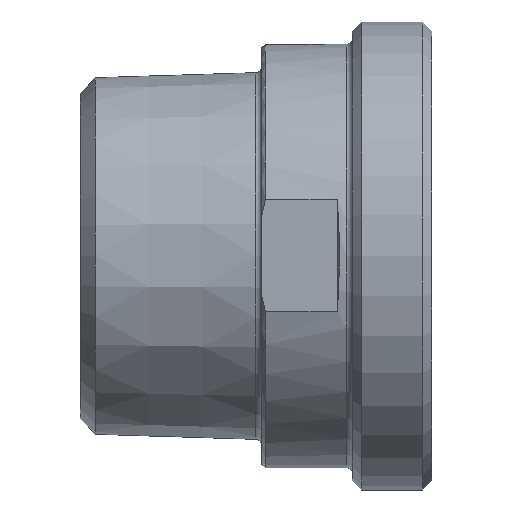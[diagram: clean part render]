
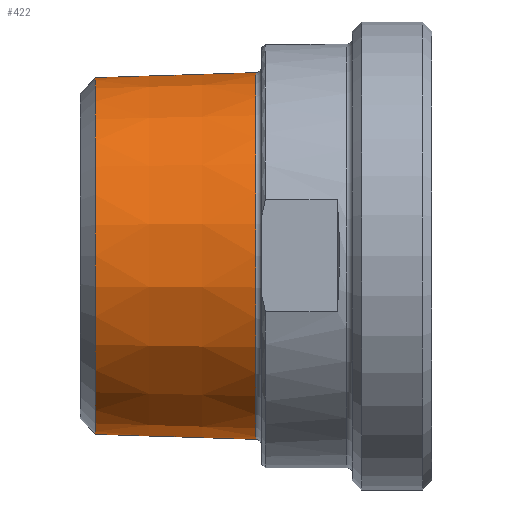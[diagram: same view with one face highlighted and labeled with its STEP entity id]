
A CAD part, top view. The second image highlights one B-rep face of the part: STEP entity #422.
In plain terms, the highlighted conical face has half-angle 1.8 degrees and reference radius 23.877 mm.
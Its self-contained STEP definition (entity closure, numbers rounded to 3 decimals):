
#45=CIRCLE('',#487,24.23);
#48=CIRCLE('',#490,24.23);
#50=CIRCLE('',#494,23.563);
#51=CIRCLE('',#495,23.563);
#65=CONICAL_SURFACE('',#493,23.877,0.031);
#91=FACE_OUTER_BOUND('',#120,.T.);
#120=EDGE_LOOP('',(#349,#350,#351,#352,#353,#354));
#145=LINE('',#759,#165);
#165=VECTOR('',#612,23.877);
#200=VERTEX_POINT('',#748);
#201=VERTEX_POINT('',#749);
#203=VERTEX_POINT('',#758);
#204=VERTEX_POINT('',#760);
#251=EDGE_CURVE('',#200,#201,#45,.T.);
#254=EDGE_CURVE('',#201,#200,#48,.T.);
#256=EDGE_CURVE('',#200,#203,#145,.T.);
#257=EDGE_CURVE('',#204,#203,#50,.T.);
#258=EDGE_CURVE('',#203,#204,#51,.T.);
#349=ORIENTED_EDGE('',*,*,#251,.F.);
#350=ORIENTED_EDGE('',*,*,#256,.T.);
#351=ORIENTED_EDGE('',*,*,#257,.F.);
#352=ORIENTED_EDGE('',*,*,#258,.F.);
#353=ORIENTED_EDGE('',*,*,#256,.F.);
#354=ORIENTED_EDGE('',*,*,#254,.F.);
#422=ADVANCED_FACE('',(#91),#65,.T.);
#487=AXIS2_PLACEMENT_3D('',#750,#598,#599);
#490=AXIS2_PLACEMENT_3D('',#754,#604,#605);
#493=AXIS2_PLACEMENT_3D('',#757,#610,#611);
#494=AXIS2_PLACEMENT_3D('',#761,#613,#614);
#495=AXIS2_PLACEMENT_3D('',#762,#615,#616);
#598=DIRECTION('center_axis',(1.,0.,0.));
#599=DIRECTION('ref_axis',(0.,-1.,0.));
#604=DIRECTION('center_axis',(1.,0.,0.));
#605=DIRECTION('ref_axis',(0.,-1.,0.));
#610=DIRECTION('center_axis',(1.,0.,0.));
#611=DIRECTION('ref_axis',(0.,1.,0.));
#612=DIRECTION('',(-1.,0.031,0.));
#613=DIRECTION('center_axis',(-1.,0.,0.));
#614=DIRECTION('ref_axis',(0.,-1.,0.));
#615=DIRECTION('center_axis',(-1.,0.,0.));
#616=DIRECTION('ref_axis',(0.,-1.,0.));
#748=CARTESIAN_POINT('',(-23.275,-24.23,0.));
#749=CARTESIAN_POINT('',(-23.275,0.,24.23));
#750=CARTESIAN_POINT('Origin',(-23.275,0.,0.));
#754=CARTESIAN_POINT('Origin',(-23.275,0.,0.));
#757=CARTESIAN_POINT('Origin',(-34.5,0.,0.));
#758=CARTESIAN_POINT('',(-44.501,-23.563,0.));
#759=CARTESIAN_POINT('',(-34.5,-23.877,0.));
#760=CARTESIAN_POINT('',(-44.501,23.563,0.));
#761=CARTESIAN_POINT('Origin',(-44.501,0.,0.));
#762=CARTESIAN_POINT('Origin',(-44.501,0.,0.));
